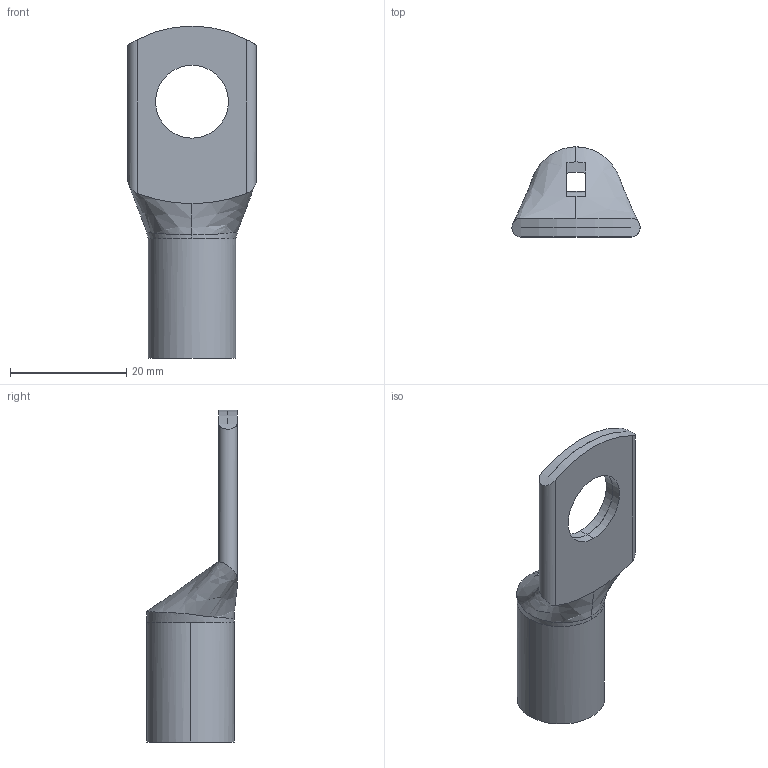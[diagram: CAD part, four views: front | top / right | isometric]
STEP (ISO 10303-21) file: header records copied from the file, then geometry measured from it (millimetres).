
FILE_DESCRIPTION (( 'STEP AP203' ), '1' );
FILE_NAME ('01949.STEP', '2024-09-04T13:58:58', ( '' ), ( '' ), 'SwSTEP 2.0', 'SolidWorks 2022', '' );
FILE_SCHEMA (( 'CONFIG_CONTROL_DESIGN' ));
Length unit declared in the file: millimetre
Products named in the file (1): 01949
Bounding box: 22 x 15.5 x 57 mm (x, y, z)
Volume: 3502.1 mm3; surface area: 4695.4 mm2
Topology: 1 solids, 1 shells, 41 faces, 109 edges, 72 vertices
Faces by surface type: cylinder 16, plane 13, bspline 8, cone 4
Entity records: 3176 total; most frequent: CARTESIAN_POINT 2146, ORIENTED_EDGE 216, DIRECTION 166, EDGE_CURVE 108, VERTEX_POINT 70, AXIS2_PLACEMENT_3D 64, EDGE_LOOP 48, ADVANCED_FACE 41
